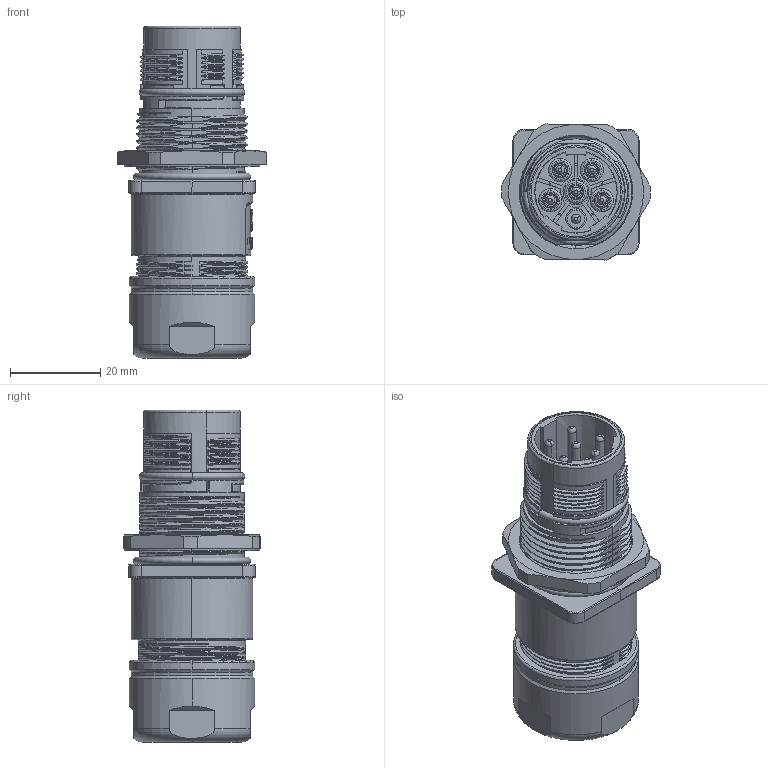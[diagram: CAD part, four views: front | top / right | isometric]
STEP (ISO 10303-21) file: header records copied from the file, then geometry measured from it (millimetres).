
FILE_DESCRIPTION((''),'2;1');
FILE_NAME('M23-MC06-CCT_R-D12-SH','2022-09-20T',('zh.su'),(''),'PRO/ENGINEER BY PARAMETRIC TECHNOLOGY CORPORATION, 2012480','PRO/ENGINEER BY PARAMETRIC TECHNOLOGY CORPORATION, 2012480','');
FILE_SCHEMA(('CONFIG_CONTROL_DESIGN'));
Length unit declared in the file: millimetre
Products named in the file (1): M23-MC06-CCT_R-D12-SH
Bounding box: 33 x 30.19 x 73.68 mm (x, y, z)
Volume: 34544.2 mm3; surface area: 12535.1 mm2
Topology: 1 solids, 1 shells, 868 faces, 2401 edges, 1568 vertices
Faces by surface type: cylinder 286, plane 213, bspline 193, cone 75, torus 67, extrusion 19, sphere 15
Entity records: 39581 total; most frequent: CARTESIAN_POINT 19737, ORIENTED_EDGE 4784, DIRECTION 3164, EDGE_CURVE 2392, VERTEX_POINT 1568, AXIS2_PLACEMENT_3D 1225, B_SPLINE_CURVE_WITH_KNOTS 1147, EDGE_LOOP 920
